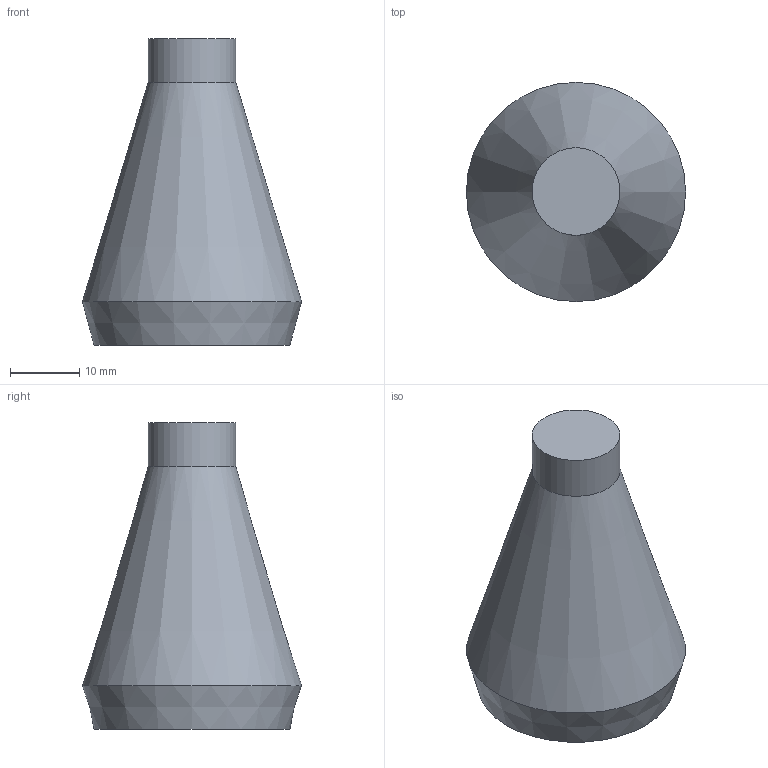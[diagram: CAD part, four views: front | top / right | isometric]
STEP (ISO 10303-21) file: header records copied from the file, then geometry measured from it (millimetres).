
FILE_DESCRIPTION(/* description */ (''),/* implementation_level */ '2;1');
FILE_NAME(/* name */ 'TrainStack Final.step',/* time_stamp */ '2024-08-02T22:19:53-04:00',/* author */ (''),/* organization */ (''),/* preprocessor_version */ 'ST-DEVELOPER v20',/* originating_system */ 'Autodesk Translation Framework v12.20.1.177',/* authorisation */ '');
FILE_SCHEMA (('AUTOMOTIVE_DESIGN { 1 0 10303 214 3 1 1 }'));
Length unit declared in the file: inch
Products named in the file (1): (Unsaved)
Bounding box: 31.75 x 31.75 x 44.45 mm (x, y, z)
Volume: 13657.9 mm3; surface area: 5339.6 mm2
Topology: 1 solids, 1 shells, 9 faces, 13 edges, 8 vertices
Faces by surface type: plane 4, cylinder 3, cone 2
Full cylindrical faces by diameter (mm): 9.525 x1, 12.7 x1, 22.225 x1
Entity records: 234 total; most frequent: DIRECTION 41, CARTESIAN_POINT 31, ORIENTED_EDGE 26, AXIS2_PLACEMENT_3D 18, EDGE_CURVE 13, EDGE_LOOP 11, FACE_OUTER_BOUND 9, ADVANCED_FACE 9
